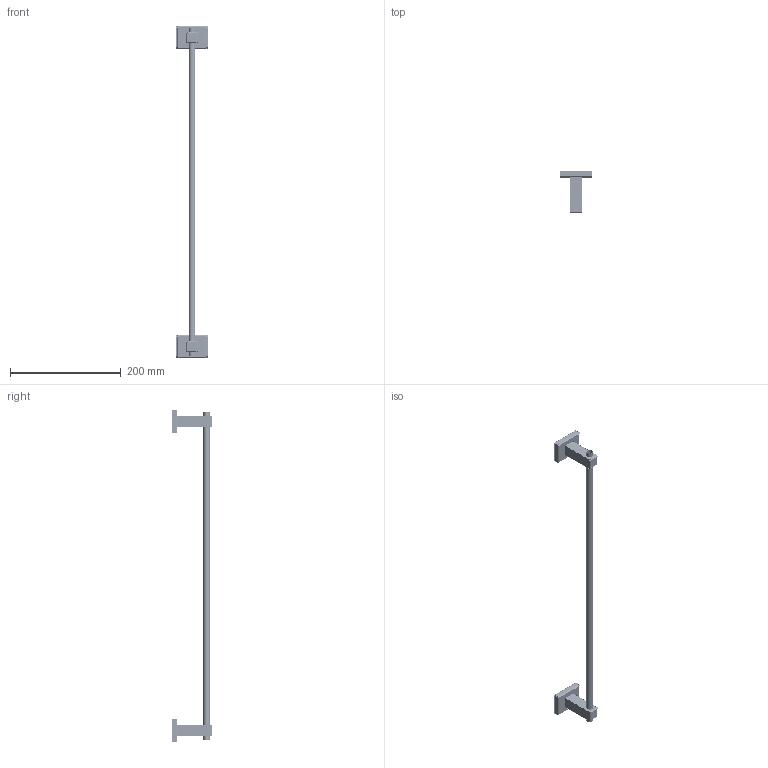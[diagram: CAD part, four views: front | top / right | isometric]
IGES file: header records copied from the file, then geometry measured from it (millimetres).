
Start section:  PTC IGES file: FFAS0493-908GL0BC0.igs
Global section: file name: FFAS0493-908GL0BC0.igs; native system: Creo Parametric by PTC Inc.; preprocessor: 2022162; author: 10114231; organization: Unknown; date: 20231222.143530; units: millimetre
Bounding box: 56.23 x 73.22 x 599.67 mm (x, y, z)
Surface area: 131595.1 mm2 (no closed solid volume)
Topology: 0 solids, 0 shells, 2104 faces, 25784 edges, 29796 vertices
Faces by surface type: revolution 1188, bspline 892, extrusion 24
